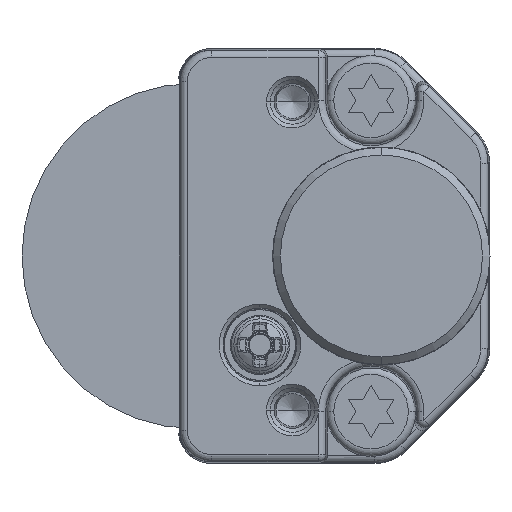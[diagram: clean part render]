
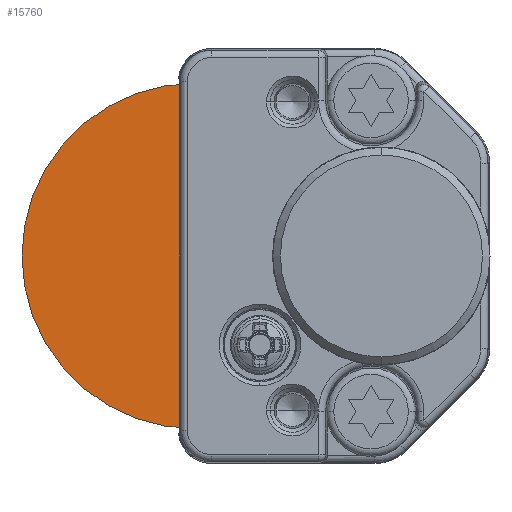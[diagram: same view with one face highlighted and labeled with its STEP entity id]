
A CAD part, left-side view. The second image highlights one B-rep face of the part: STEP entity #15760.
In plain terms, the highlighted face is planar.
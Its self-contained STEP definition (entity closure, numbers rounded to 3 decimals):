
#15679=DIRECTION('',(1.,0.,0.));
#15680=VECTOR('',#15679,23.3);
#15681=CARTESIAN_POINT('',(-11.65,0.,0.));
#15682=LINE('',#15681,#15680);
#15683=DIRECTION('',(0.,1.,0.));
#15684=VECTOR('',#15683,1.5);
#15685=CARTESIAN_POINT('',(11.65,0.,0.));
#15686=LINE('',#15685,#15684);
#15687=CARTESIAN_POINT('',(0.,1.5,0.));
#15688=DIRECTION('',(0.,0.,1.));
#15689=DIRECTION('',(1.,0.,0.));
#15690=AXIS2_PLACEMENT_3D('',#15687,#15688,#15689);
#15692=DIRECTION('',(0.,-1.,0.));
#15693=VECTOR('',#15692,1.5);
#15694=CARTESIAN_POINT('',(-11.65,1.5,0.));
#15695=LINE('',#15694,#15693);
#15729=CARTESIAN_POINT('',(-11.65,0.,0.));
#15730=CARTESIAN_POINT('',(11.65,0.,0.));
#15731=VERTEX_POINT('',#15729);
#15732=VERTEX_POINT('',#15730);
#15733=CARTESIAN_POINT('',(11.65,1.5,0.));
#15734=VERTEX_POINT('',#15733);
#15735=CARTESIAN_POINT('',(-11.65,1.5,0.));
#15736=VERTEX_POINT('',#15735);
#15745=CARTESIAN_POINT('',(0.,0.,0.));
#15746=DIRECTION('',(0.,0.,1.));
#15747=DIRECTION('',(1.,0.,0.));
#15748=AXIS2_PLACEMENT_3D('',#15745,#15746,#15747);
#15749=PLANE('',#15748);
#15751=ORIENTED_EDGE('',*,*,#15750,.T.);
#15753=ORIENTED_EDGE('',*,*,#15752,.T.);
#15755=ORIENTED_EDGE('',*,*,#15754,.T.);
#15757=ORIENTED_EDGE('',*,*,#15756,.T.);
#15758=EDGE_LOOP('',(#15751,#15753,#15755,#15757));
#15759=FACE_OUTER_BOUND('',#15758,.F.);
#15760=ADVANCED_FACE('',(#15759),#15749,.F.);
#15691=CIRCLE('',#15690,11.65);
#15750=EDGE_CURVE('',#15731,#15732,#15682,.T.);
#15752=EDGE_CURVE('',#15732,#15734,#15686,.T.);
#15754=EDGE_CURVE('',#15734,#15736,#15691,.T.);
#15756=EDGE_CURVE('',#15736,#15731,#15695,.T.);
